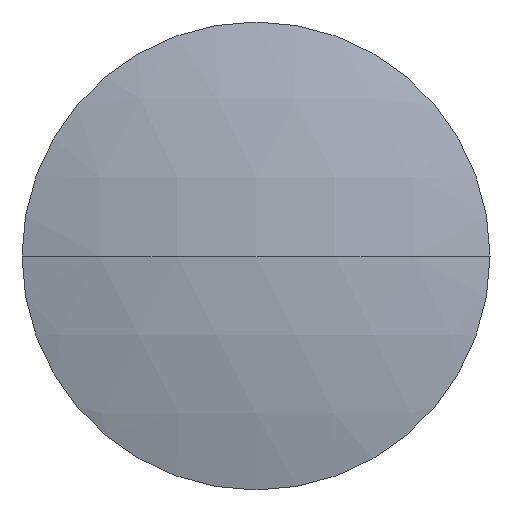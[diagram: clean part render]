
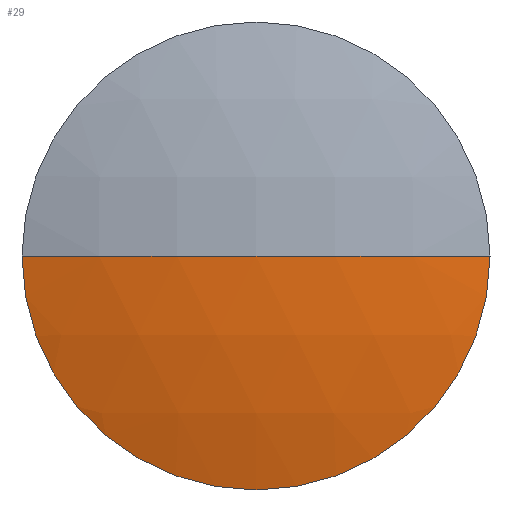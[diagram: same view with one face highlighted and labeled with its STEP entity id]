
A CAD part, left-side view. The second image highlights one B-rep face of the part: STEP entity #29.
In plain terms, the highlighted spherical face has radius 45 mm.
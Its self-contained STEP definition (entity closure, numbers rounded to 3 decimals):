
#1 = CARTESIAN_POINT ( 'NONE',  ( 122.612, 65.217, 0. ) ) ;
#2 = EDGE_LOOP ( 'NONE', ( #57, #99, #107 ) ) ;
#3 = CIRCLE ( 'NONE', #121, 12.5 ) ;
#7 = DIRECTION ( 'NONE',  ( -1., 0., 0. ) ) ;
#12 = DIRECTION ( 'NONE',  ( 0., 1., 0. ) ) ;
#21 = EDGE_CURVE ( 'NONE', #157, #139, #26, .T. ) ;
#22 = CARTESIAN_POINT ( 'NONE',  ( 124.383, 77.717, 0. ) ) ;
#25 = DIRECTION ( 'NONE',  ( 0., 1., 0. ) ) ;
#26 = CIRCLE ( 'NONE', #28, 45. ) ;
#28 = AXIS2_PLACEMENT_3D ( 'NONE', #42, #60, #25 ) ;
#29 = ADVANCED_FACE ( 'NONE', ( #94 ), #167, .T. ) ;
#30 = CARTESIAN_POINT ( 'NONE',  ( 167.612, 65.217, 0. ) ) ;
#32 = CARTESIAN_POINT ( 'NONE',  ( 124.383, 65.217, 0. ) ) ;
#39 = EDGE_CURVE ( 'NONE', #149, #157, #3, .T. ) ;
#42 = CARTESIAN_POINT ( 'NONE',  ( 167.612, 65.217, 0. ) ) ;
#46 = CIRCLE ( 'NONE', #58, 45. ) ;
#54 = DIRECTION ( 'NONE',  ( 0., -1., 0. ) ) ;
#57 = ORIENTED_EDGE ( 'NONE', *, *, #39, .T. ) ;
#58 = AXIS2_PLACEMENT_3D ( 'NONE', #30, #147, #160 ) ;
#60 = DIRECTION ( 'NONE',  ( 0., 0., -1. ) ) ;
#73 = CARTESIAN_POINT ( 'NONE',  ( 124.383, 52.717, 0. ) ) ;
#94 = FACE_OUTER_BOUND ( 'NONE', #2, .T. ) ;
#96 = DIRECTION ( 'NONE',  ( 0., 0., -1. ) ) ;
#99 = ORIENTED_EDGE ( 'NONE', *, *, #21, .T. ) ;
#107 = ORIENTED_EDGE ( 'NONE', *, *, #166, .F. ) ;
#121 = AXIS2_PLACEMENT_3D ( 'NONE', #32, #7, #54 ) ;
#139 = VERTEX_POINT ( 'NONE', #1 ) ;
#147 = DIRECTION ( 'NONE',  ( 0., 0., 1. ) ) ;
#149 = VERTEX_POINT ( 'NONE', #22 ) ;
#157 = VERTEX_POINT ( 'NONE', #73 ) ;
#160 = DIRECTION ( 'NONE',  ( 1., 0., 0. ) ) ;
#166 = EDGE_CURVE ( 'NONE', #149, #139, #46, .T. ) ;
#167 = SPHERICAL_SURFACE ( 'NONE', #181, 45. ) ;
#172 = CARTESIAN_POINT ( 'NONE',  ( 167.612, 65.217, 0. ) ) ;
#181 = AXIS2_PLACEMENT_3D ( 'NONE', #172, #96, #12 ) ;
